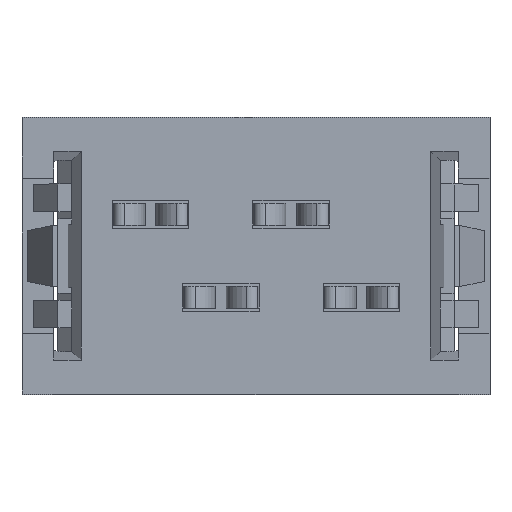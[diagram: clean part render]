
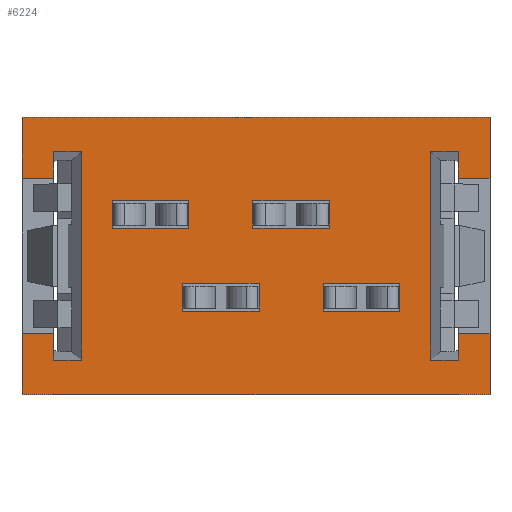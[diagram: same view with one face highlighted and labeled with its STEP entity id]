
A CAD part, top view. The second image highlights one B-rep face of the part: STEP entity #6224.
In plain terms, the highlighted planar face has unit normal (0, 0, 1).
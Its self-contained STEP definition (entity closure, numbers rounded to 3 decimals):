
#585=DIRECTION('',(1.,0.,0.));
#586=VECTOR('',#585,8.46);
#587=CARTESIAN_POINT('',(-4.23,-2.5,1.9));
#588=LINE('',#587,#586);
#650=DIRECTION('',(1.,0.,0.));
#651=VECTOR('',#650,1.38);
#652=CARTESIAN_POINT('',(-2.595,0.5,1.9));
#653=LINE('',#652,#651);
#654=DIRECTION('',(0.,1.,0.));
#655=VECTOR('',#654,0.5);
#656=CARTESIAN_POINT('',(-1.215,0.5,1.9));
#657=LINE('',#656,#655);
#658=DIRECTION('',(-1.,0.,0.));
#659=VECTOR('',#658,1.38);
#660=CARTESIAN_POINT('',(-1.215,1.,1.9));
#661=LINE('',#660,#659);
#662=DIRECTION('',(0.,-1.,0.));
#663=VECTOR('',#662,0.5);
#664=CARTESIAN_POINT('',(-2.595,1.,1.9));
#665=LINE('',#664,#663);
#666=DIRECTION('',(1.,0.,0.));
#667=VECTOR('',#666,1.38);
#668=CARTESIAN_POINT('',(-1.325,-1.,1.9));
#669=LINE('',#668,#667);
#670=DIRECTION('',(0.,1.,0.));
#671=VECTOR('',#670,0.5);
#672=CARTESIAN_POINT('',(0.055,-1.,1.9));
#673=LINE('',#672,#671);
#674=DIRECTION('',(-1.,0.,0.));
#675=VECTOR('',#674,1.38);
#676=CARTESIAN_POINT('',(0.055,-0.5,1.9));
#677=LINE('',#676,#675);
#678=DIRECTION('',(0.,-1.,0.));
#679=VECTOR('',#678,0.5);
#680=CARTESIAN_POINT('',(-1.325,-0.5,1.9));
#681=LINE('',#680,#679);
#682=DIRECTION('',(1.,0.,0.));
#683=VECTOR('',#682,1.38);
#684=CARTESIAN_POINT('',(-0.055,0.5,1.9));
#685=LINE('',#684,#683);
#686=DIRECTION('',(0.,1.,0.));
#687=VECTOR('',#686,0.5);
#688=CARTESIAN_POINT('',(1.325,0.5,1.9));
#689=LINE('',#688,#687);
#690=DIRECTION('',(-1.,0.,0.));
#691=VECTOR('',#690,1.38);
#692=CARTESIAN_POINT('',(1.325,1.,1.9));
#693=LINE('',#692,#691);
#694=DIRECTION('',(0.,-1.,0.));
#695=VECTOR('',#694,0.5);
#696=CARTESIAN_POINT('',(-0.055,1.,1.9));
#697=LINE('',#696,#695);
#698=DIRECTION('',(1.,0.,0.));
#699=VECTOR('',#698,1.38);
#700=CARTESIAN_POINT('',(1.215,-1.,1.9));
#701=LINE('',#700,#699);
#702=DIRECTION('',(0.,1.,0.));
#703=VECTOR('',#702,0.5);
#704=CARTESIAN_POINT('',(2.595,-1.,1.9));
#705=LINE('',#704,#703);
#706=DIRECTION('',(-1.,0.,0.));
#707=VECTOR('',#706,1.38);
#708=CARTESIAN_POINT('',(2.595,-0.5,1.9));
#709=LINE('',#708,#707);
#710=DIRECTION('',(0.,-1.,0.));
#711=VECTOR('',#710,0.5);
#712=CARTESIAN_POINT('',(1.215,-0.5,1.9));
#713=LINE('',#712,#711);
#714=DIRECTION('',(0.,1.,0.));
#715=VECTOR('',#714,0.485);
#716=CARTESIAN_POINT('',(3.66,1.4,1.9));
#717=LINE('',#716,#715);
#718=DIRECTION('',(-1.,0.,0.));
#719=VECTOR('',#718,0.504);
#720=CARTESIAN_POINT('',(3.66,1.885,1.9));
#721=LINE('',#720,#719);
#722=DIRECTION('',(-1.,0.,0.));
#723=VECTOR('',#722,0.504);
#724=CARTESIAN_POINT('',(3.66,-1.885,1.9));
#725=LINE('',#724,#723);
#726=DIRECTION('',(0.,1.,0.));
#727=VECTOR('',#726,0.485);
#728=CARTESIAN_POINT('',(3.66,-1.885,1.9));
#729=LINE('',#728,#727);
#730=DIRECTION('',(0.,1.,0.));
#731=VECTOR('',#730,1.1);
#732=CARTESIAN_POINT('',(-4.23,-2.5,1.9));
#733=LINE('',#732,#731);
#734=DIRECTION('',(0.,1.,0.));
#735=VECTOR('',#734,0.485);
#736=CARTESIAN_POINT('',(-3.66,-1.885,1.9));
#737=LINE('',#736,#735);
#738=DIRECTION('',(1.,0.,0.));
#739=VECTOR('',#738,0.504);
#740=CARTESIAN_POINT('',(-3.66,-1.885,1.9));
#741=LINE('',#740,#739);
#742=DIRECTION('',(1.,0.,0.));
#743=VECTOR('',#742,0.504);
#744=CARTESIAN_POINT('',(-3.66,1.885,1.9));
#745=LINE('',#744,#743);
#746=DIRECTION('',(0.,1.,0.));
#747=VECTOR('',#746,0.485);
#748=CARTESIAN_POINT('',(-3.66,1.4,1.9));
#749=LINE('',#748,#747);
#750=DIRECTION('',(0.,1.,0.));
#751=VECTOR('',#750,1.1);
#752=CARTESIAN_POINT('',(-4.23,1.4,1.9));
#753=LINE('',#752,#751);
#1512=DIRECTION('',(1.,0.,0.));
#1513=VECTOR('',#1512,8.46);
#1514=CARTESIAN_POINT('',(-4.23,2.5,1.9));
#1515=LINE('',#1514,#1513);
#1565=DIRECTION('',(0.,1.,0.));
#1566=VECTOR('',#1565,3.77);
#1567=CARTESIAN_POINT('',(3.156,-1.885,1.9));
#1568=LINE('',#1567,#1566);
#1605=DIRECTION('',(0.,-1.,0.));
#1606=VECTOR('',#1605,3.77);
#1607=CARTESIAN_POINT('',(-3.156,1.885,1.9));
#1608=LINE('',#1607,#1606);
#1686=DIRECTION('',(0.,1.,0.));
#1687=VECTOR('',#1686,1.1);
#1688=CARTESIAN_POINT('',(4.23,1.4,1.9));
#1689=LINE('',#1688,#1687);
#1710=DIRECTION('',(0.,1.,0.));
#1711=VECTOR('',#1710,1.1);
#1712=CARTESIAN_POINT('',(4.23,-2.5,1.9));
#1713=LINE('',#1712,#1711);
#1726=DIRECTION('',(1.,0.,0.));
#1727=VECTOR('',#1726,0.57);
#1728=CARTESIAN_POINT('',(-4.23,1.4,1.9));
#1729=LINE('',#1728,#1727);
#1730=DIRECTION('',(1.,0.,0.));
#1731=VECTOR('',#1730,0.57);
#1732=CARTESIAN_POINT('',(3.66,1.4,1.9));
#1733=LINE('',#1732,#1731);
#1742=DIRECTION('',(-1.,0.,0.));
#1743=VECTOR('',#1742,0.57);
#1744=CARTESIAN_POINT('',(-3.66,-1.4,1.9));
#1745=LINE('',#1744,#1743);
#1758=DIRECTION('',(-1.,0.,0.));
#1759=VECTOR('',#1758,0.57);
#1760=CARTESIAN_POINT('',(4.23,-1.4,1.9));
#1761=LINE('',#1760,#1759);
#4396=CARTESIAN_POINT('',(-4.23,-2.5,1.9));
#4397=CARTESIAN_POINT('',(4.23,-2.5,1.9));
#4398=VERTEX_POINT('',#4396);
#4399=VERTEX_POINT('',#4397);
#4400=CARTESIAN_POINT('',(-4.23,2.5,1.9));
#4401=CARTESIAN_POINT('',(4.23,2.5,1.9));
#4402=VERTEX_POINT('',#4400);
#4403=VERTEX_POINT('',#4401);
#4549=CARTESIAN_POINT('',(4.23,-1.4,1.9));
#4550=VERTEX_POINT('',#4549);
#4551=CARTESIAN_POINT('',(4.23,1.4,1.9));
#4552=VERTEX_POINT('',#4551);
#4553=CARTESIAN_POINT('',(-4.23,-1.4,1.9));
#4554=VERTEX_POINT('',#4553);
#4555=CARTESIAN_POINT('',(-4.23,1.4,1.9));
#4556=VERTEX_POINT('',#4555);
#4581=CARTESIAN_POINT('',(-3.66,-1.885,1.9));
#4582=CARTESIAN_POINT('',(-3.66,-1.4,1.9));
#4583=VERTEX_POINT('',#4581);
#4584=VERTEX_POINT('',#4582);
#4585=CARTESIAN_POINT('',(-3.66,1.4,1.9));
#4586=CARTESIAN_POINT('',(-3.66,1.885,1.9));
#4587=VERTEX_POINT('',#4585);
#4588=VERTEX_POINT('',#4586);
#4589=CARTESIAN_POINT('',(-3.156,1.885,1.9));
#4590=VERTEX_POINT('',#4589);
#4625=CARTESIAN_POINT('',(3.66,1.4,1.9));
#4626=CARTESIAN_POINT('',(3.66,1.885,1.9));
#4627=VERTEX_POINT('',#4625);
#4628=VERTEX_POINT('',#4626);
#4629=CARTESIAN_POINT('',(3.66,-1.885,1.9));
#4630=CARTESIAN_POINT('',(3.66,-1.4,1.9));
#4631=VERTEX_POINT('',#4629);
#4632=VERTEX_POINT('',#4630);
#4633=CARTESIAN_POINT('',(-3.156,-1.885,1.9));
#4634=VERTEX_POINT('',#4633);
#4637=CARTESIAN_POINT('',(3.156,-1.885,1.9));
#4638=VERTEX_POINT('',#4637);
#4639=CARTESIAN_POINT('',(3.156,1.885,1.9));
#4640=VERTEX_POINT('',#4639);
#4661=CARTESIAN_POINT('',(-2.595,0.5,1.9));
#4662=CARTESIAN_POINT('',(-1.215,0.5,1.9));
#4663=VERTEX_POINT('',#4661);
#4664=VERTEX_POINT('',#4662);
#4665=CARTESIAN_POINT('',(-1.215,1.,1.9));
#4666=VERTEX_POINT('',#4665);
#4667=CARTESIAN_POINT('',(-2.595,1.,1.9));
#4668=VERTEX_POINT('',#4667);
#4669=CARTESIAN_POINT('',(-1.325,-1.,1.9));
#4670=CARTESIAN_POINT('',(0.055,-1.,1.9));
#4671=VERTEX_POINT('',#4669);
#4672=VERTEX_POINT('',#4670);
#4673=CARTESIAN_POINT('',(0.055,-0.5,1.9));
#4674=VERTEX_POINT('',#4673);
#4675=CARTESIAN_POINT('',(-1.325,-0.5,1.9));
#4676=VERTEX_POINT('',#4675);
#4878=CARTESIAN_POINT('',(-0.055,0.5,1.9));
#4879=CARTESIAN_POINT('',(1.325,0.5,1.9));
#4880=VERTEX_POINT('',#4878);
#4881=VERTEX_POINT('',#4879);
#4882=CARTESIAN_POINT('',(1.325,1.,1.9));
#4883=VERTEX_POINT('',#4882);
#4884=CARTESIAN_POINT('',(-0.055,1.,1.9));
#4885=VERTEX_POINT('',#4884);
#4886=CARTESIAN_POINT('',(1.215,-1.,1.9));
#4887=CARTESIAN_POINT('',(2.595,-1.,1.9));
#4888=VERTEX_POINT('',#4886);
#4889=VERTEX_POINT('',#4887);
#4890=CARTESIAN_POINT('',(2.595,-0.5,1.9));
#4891=VERTEX_POINT('',#4890);
#4892=CARTESIAN_POINT('',(1.215,-0.5,1.9));
#4893=VERTEX_POINT('',#4892);
#6143=CARTESIAN_POINT('',(-4.23,-2.5,1.9));
#6144=DIRECTION('',(0.,0.,1.));
#6145=DIRECTION('',(1.,0.,0.));
#6146=AXIS2_PLACEMENT_3D('',#6143,#6144,#6145);
#6147=PLANE('',#6146);
#6148=ORIENTED_EDGE('',*,*,#6096,.T.);
#6150=ORIENTED_EDGE('',*,*,#6149,.T.);
#6152=ORIENTED_EDGE('',*,*,#6151,.F.);
#6153=ORIENTED_EDGE('',*,*,#6136,.F.);
#6154=ORIENTED_EDGE('',*,*,#6108,.T.);
#6156=ORIENTED_EDGE('',*,*,#6155,.F.);
#6158=ORIENTED_EDGE('',*,*,#6157,.F.);
#6159=ORIENTED_EDGE('',*,*,#6069,.F.);
#6161=ORIENTED_EDGE('',*,*,#6160,.T.);
#6163=ORIENTED_EDGE('',*,*,#6162,.F.);
#6164=ORIENTED_EDGE('',*,*,#5572,.F.);
#6166=ORIENTED_EDGE('',*,*,#6165,.T.);
#6168=ORIENTED_EDGE('',*,*,#6167,.F.);
#6170=ORIENTED_EDGE('',*,*,#6169,.F.);
#6171=ORIENTED_EDGE('',*,*,#5583,.F.);
#6173=ORIENTED_EDGE('',*,*,#6172,.F.);
#6175=ORIENTED_EDGE('',*,*,#6174,.T.);
#6177=ORIENTED_EDGE('',*,*,#6176,.T.);
#6179=ORIENTED_EDGE('',*,*,#6178,.F.);
#6181=ORIENTED_EDGE('',*,*,#6180,.F.);
#6182=EDGE_LOOP('',(#6148,#6150,#6152,#6153,#6154,#6156,#6158,#6159,#6161,#6163,
#6164,#6166,#6168,#6170,#6171,#6173,#6175,#6177,#6179,#6181));
#6183=FACE_OUTER_BOUND('',#6182,.F.);
#6185=ORIENTED_EDGE('',*,*,#6184,.T.);
#6187=ORIENTED_EDGE('',*,*,#6186,.T.);
#6189=ORIENTED_EDGE('',*,*,#6188,.T.);
#6191=ORIENTED_EDGE('',*,*,#6190,.T.);
#6192=EDGE_LOOP('',(#6185,#6187,#6189,#6191));
#6193=FACE_BOUND('',#6192,.F.);
#6195=ORIENTED_EDGE('',*,*,#6194,.T.);
#6197=ORIENTED_EDGE('',*,*,#6196,.T.);
#6199=ORIENTED_EDGE('',*,*,#6198,.T.);
#6201=ORIENTED_EDGE('',*,*,#6200,.T.);
#6202=EDGE_LOOP('',(#6195,#6197,#6199,#6201));
#6203=FACE_BOUND('',#6202,.F.);
#6205=ORIENTED_EDGE('',*,*,#6204,.T.);
#6207=ORIENTED_EDGE('',*,*,#6206,.T.);
#6209=ORIENTED_EDGE('',*,*,#6208,.T.);
#6211=ORIENTED_EDGE('',*,*,#6210,.T.);
#6212=EDGE_LOOP('',(#6205,#6207,#6209,#6211));
#6213=FACE_BOUND('',#6212,.F.);
#6215=ORIENTED_EDGE('',*,*,#6214,.T.);
#6217=ORIENTED_EDGE('',*,*,#6216,.T.);
#6219=ORIENTED_EDGE('',*,*,#6218,.T.);
#6221=ORIENTED_EDGE('',*,*,#6220,.T.);
#6222=EDGE_LOOP('',(#6215,#6217,#6219,#6221));
#6223=FACE_BOUND('',#6222,.F.);
#5572=EDGE_CURVE('',#4583,#4584,#737,.T.);
#5583=EDGE_CURVE('',#4587,#4588,#749,.T.);
#6069=EDGE_CURVE('',#4398,#4399,#588,.T.);
#6096=EDGE_CURVE('',#4627,#4628,#717,.T.);
#6108=EDGE_CURVE('',#4631,#4632,#729,.T.);
#6136=EDGE_CURVE('',#4631,#4638,#725,.T.);
#6149=EDGE_CURVE('',#4628,#4640,#721,.T.);
#6151=EDGE_CURVE('',#4638,#4640,#1568,.T.);
#6155=EDGE_CURVE('',#4550,#4632,#1761,.T.);
#6157=EDGE_CURVE('',#4399,#4550,#1713,.T.);
#6160=EDGE_CURVE('',#4398,#4554,#733,.T.);
#6162=EDGE_CURVE('',#4584,#4554,#1745,.T.);
#6165=EDGE_CURVE('',#4583,#4634,#741,.T.);
#6167=EDGE_CURVE('',#4590,#4634,#1608,.T.);
#6169=EDGE_CURVE('',#4588,#4590,#745,.T.);
#6172=EDGE_CURVE('',#4556,#4587,#1729,.T.);
#6174=EDGE_CURVE('',#4556,#4402,#753,.T.);
#6176=EDGE_CURVE('',#4402,#4403,#1515,.T.);
#6178=EDGE_CURVE('',#4552,#4403,#1689,.T.);
#6180=EDGE_CURVE('',#4627,#4552,#1733,.T.);
#6184=EDGE_CURVE('',#4671,#4672,#669,.T.);
#6186=EDGE_CURVE('',#4672,#4674,#673,.T.);
#6188=EDGE_CURVE('',#4674,#4676,#677,.T.);
#6190=EDGE_CURVE('',#4676,#4671,#681,.T.);
#6194=EDGE_CURVE('',#4880,#4881,#685,.T.);
#6196=EDGE_CURVE('',#4881,#4883,#689,.T.);
#6198=EDGE_CURVE('',#4883,#4885,#693,.T.);
#6200=EDGE_CURVE('',#4885,#4880,#697,.T.);
#6204=EDGE_CURVE('',#4888,#4889,#701,.T.);
#6206=EDGE_CURVE('',#4889,#4891,#705,.T.);
#6208=EDGE_CURVE('',#4891,#4893,#709,.T.);
#6210=EDGE_CURVE('',#4893,#4888,#713,.T.);
#6214=EDGE_CURVE('',#4663,#4664,#653,.T.);
#6216=EDGE_CURVE('',#4664,#4666,#657,.T.);
#6218=EDGE_CURVE('',#4666,#4668,#661,.T.);
#6220=EDGE_CURVE('',#4668,#4663,#665,.T.);
#6224=ADVANCED_FACE('',(#6183,#6193,#6203,#6213,#6223),#6147,.T.);
